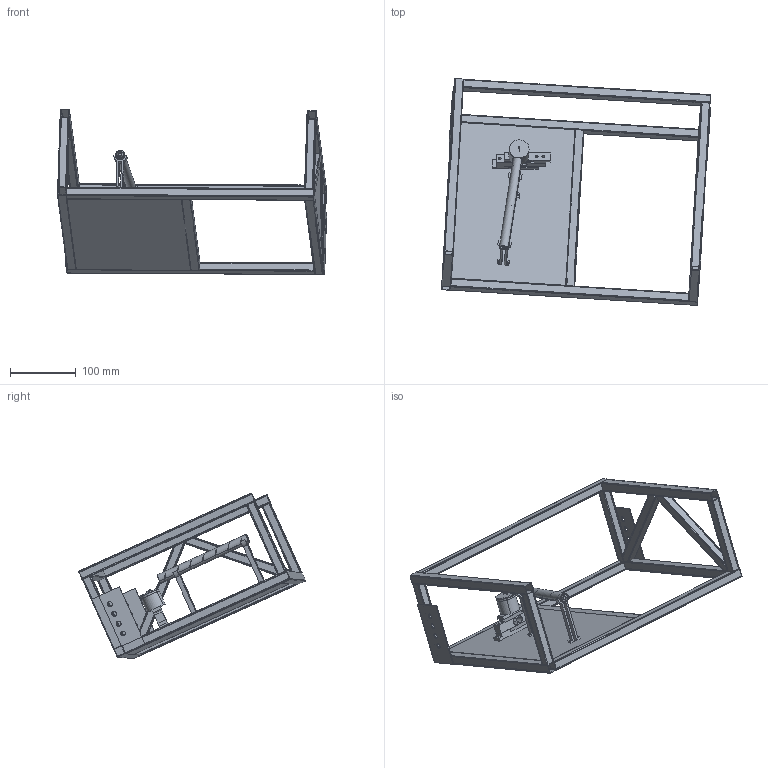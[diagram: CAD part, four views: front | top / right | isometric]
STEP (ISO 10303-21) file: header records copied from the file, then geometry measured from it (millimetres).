
FILE_DESCRIPTION (( 'STEP AP214' ), '1' );
FILE_NAME ('Science Assembly 2.STEP', '2025-03-19T08:21:28', ( '' ), ( '' ), 'SwSTEP 2.0', 'SolidWorks 2024', '' );
FILE_SCHEMA (( 'AUTOMOTIVE_DESIGN' ));
Length unit declared in the file: millimetre
Products named in the file (12): Outer Casing.STEP; loadcell.step.STEP; Load Cell Base For Container.STEP; Screw Conveyer.STEP; Cylinder New.STEP; Load Cell Base.STEP; Science Assembly 2; Cap New.STEP; Science Assembly.STEP; base.STEP; Stand.STEP; SCI_chassis.STEP
Assembly tree (12 placements, depth 3):
  Science Assembly 2
    Science Assembly.STEP
      base.STEP
      Cap New.STEP
      Cylinder New.STEP
      Load Cell Base.STEP
      Load Cell Base For Container.STEP
      loadcell.step.STEP
      SCI_chassis.STEP
      Outer Casing.STEP
      Screw Conveyer.STEP
      Stand.STEP  x2
Bounding box: 410.41 x 345.99 x 252.44 mm (x, y, z)
Volume: 878727.8 mm3; surface area: 497921.2 mm2
Topology: 27 solids, 27 shells, 449 faces, 1150 edges, 764 vertices
Faces by surface type: plane 237, cylinder 204, torus 4, bspline 4
Entity records: 16990 total; most frequent: CARTESIAN_POINT 5717, DIRECTION 2296, ORIENTED_EDGE 2180, EDGE_CURVE 1090, AXIS2_PLACEMENT_3D 803, VERTEX_POINT 724, VECTOR 690, LINE 690
